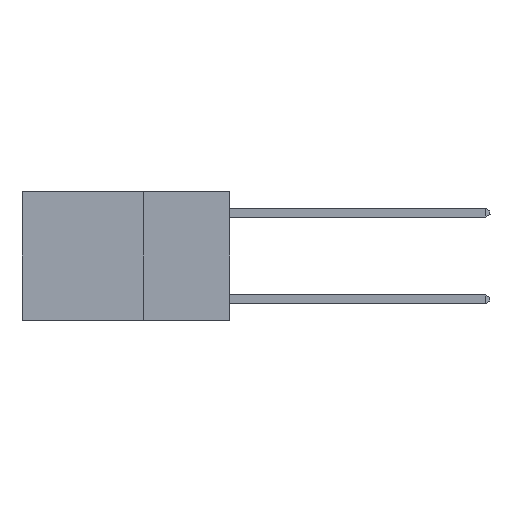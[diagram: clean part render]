
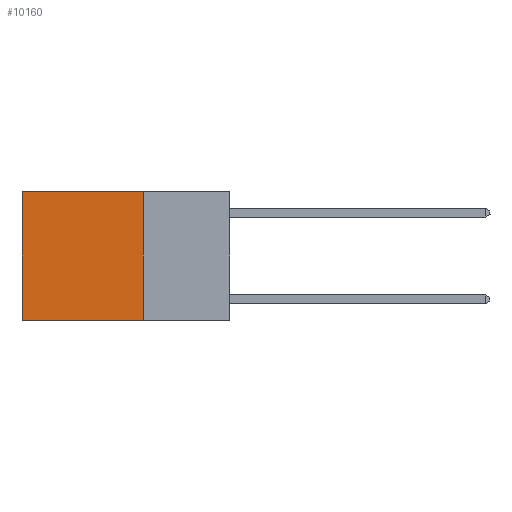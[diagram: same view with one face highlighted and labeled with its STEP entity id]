
A CAD part, left-side view. The second image highlights one B-rep face of the part: STEP entity #10160.
In plain terms, the highlighted planar face has unit normal (-1, 0, 0).
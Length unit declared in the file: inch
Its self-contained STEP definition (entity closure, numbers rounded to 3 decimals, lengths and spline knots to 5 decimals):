
#142 = ORIENTED_EDGE ( 'NONE', *, *, #16478, .T. ) ;
#394 = FACE_OUTER_BOUND ( 'NONE', #9106, .T. ) ;
#914 = VECTOR ( 'NONE', #13359, 39.37008 ) ;
#1245 = VERTEX_POINT ( 'NONE', #2390 ) ;
#1413 = DIRECTION ( 'NONE',  ( 0., 1., 0. ) ) ;
#1728 = DIRECTION ( 'NONE',  ( 0., 1., 0. ) ) ;
#1899 = CARTESIAN_POINT ( 'NONE',  ( 0.2625, 0.25, 0. ) ) ;
#2167 = DIRECTION ( 'NONE',  ( 0., 0., -1. ) ) ;
#2214 = ORIENTED_EDGE ( 'NONE', *, *, #6584, .T. ) ;
#2390 = CARTESIAN_POINT ( 'NONE',  ( 0.2625, 0.6, -0.37 ) ) ;
#3012 = ORIENTED_EDGE ( 'NONE', *, *, #4610, .F. ) ;
#3415 = DIRECTION ( 'NONE',  ( 0., 0., -1. ) ) ;
#3472 = VECTOR ( 'NONE', #2167, 39.37008 ) ;
#3812 = LINE ( 'NONE', #14778, #914 ) ;
#4610 = EDGE_CURVE ( 'NONE', #10425, #1245, #5355, .T. ) ;
#5355 = LINE ( 'NONE', #13543, #5492 ) ;
#5492 = VECTOR ( 'NONE', #1413, 39.37008 ) ;
#5762 = DIRECTION ( 'NONE',  ( 1., 0., 0. ) ) ;
#6576 = CARTESIAN_POINT ( 'NONE',  ( 0.2625, 0.6, 0. ) ) ;
#6584 = EDGE_CURVE ( 'NONE', #16243, #1245, #11716, .T. ) ;
#7035 = CARTESIAN_POINT ( 'NONE',  ( 0.2625, 0.25, -0.37 ) ) ;
#7124 = VERTEX_POINT ( 'NONE', #10334 ) ;
#7681 = EDGE_CURVE ( 'NONE', #7124, #10425, #3812, .T. ) ;
#9106 = EDGE_LOOP ( 'NONE', ( #2214, #3012, #13938, #142 ) ) ;
#10160 = ADVANCED_FACE ( 'NONE', ( #394 ), #15669, .F. ) ;
#10334 = CARTESIAN_POINT ( 'NONE',  ( 0.2625, 0.25, 0. ) ) ;
#10425 = VERTEX_POINT ( 'NONE', #7035 ) ;
#11446 = CARTESIAN_POINT ( 'NONE',  ( 0.2625, 0.6, 0. ) ) ;
#11716 = LINE ( 'NONE', #11446, #3472 ) ;
#13359 = DIRECTION ( 'NONE',  ( 0., 0., -1. ) ) ;
#13450 = AXIS2_PLACEMENT_3D ( 'NONE', #14124, #5762, #3415 ) ;
#13543 = CARTESIAN_POINT ( 'NONE',  ( 0.2625, 0.25, -0.37 ) ) ;
#13938 = ORIENTED_EDGE ( 'NONE', *, *, #7681, .F. ) ;
#14034 = LINE ( 'NONE', #1899, #15288 ) ;
#14124 = CARTESIAN_POINT ( 'NONE',  ( 0.2625, 0.25, 0. ) ) ;
#14778 = CARTESIAN_POINT ( 'NONE',  ( 0.2625, 0.25, 0. ) ) ;
#15288 = VECTOR ( 'NONE', #1728, 39.37008 ) ;
#15669 = PLANE ( 'NONE',  #13450 ) ;
#16243 = VERTEX_POINT ( 'NONE', #6576 ) ;
#16478 = EDGE_CURVE ( 'NONE', #7124, #16243, #14034, .T. ) ;
